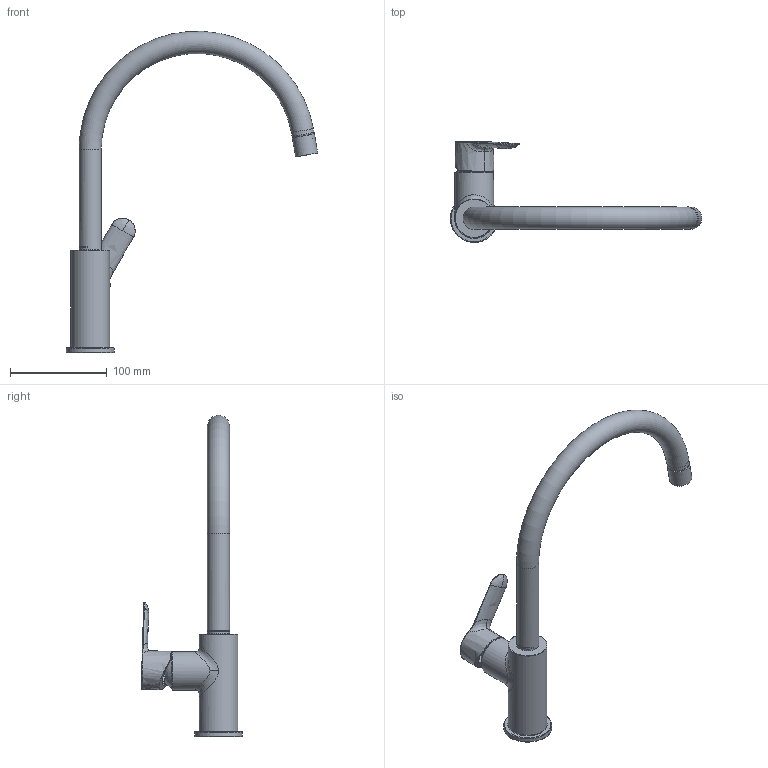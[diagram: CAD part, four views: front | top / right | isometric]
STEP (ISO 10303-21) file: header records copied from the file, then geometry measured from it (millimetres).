
FILE_DESCRIPTION(/* description */ ('Unknown'),/* implementation_level */ '2;1');
FILE_NAME(/* name */ '31367001',/* time_stamp */ '2022-08-26T13:04:35+02:00',/* author */ ('Unknown'),/* organization */ ('GROHE AG'),/* preprocessor_version */ 'ST-DEVELOPER v16.7',/* originating_system */ 'DEX',/* authorisation */ $);
FILE_SCHEMA (('AUTOMOTIVE_DESIGN {1 0 10303 214 3 1 1}'));
Length unit declared in the file: millimetre
Products named in the file (10): 31367001; 31367001_0; 31367001_1; 31367001_2; 62311-12-00; 31367001_3; 31367001_4; 31367001_5; 31367001_6
Assembly tree (9 placements, depth 2):
  31367001
    31367001
    31367001_0
    31367001_1
    31367001_2
    62311-12-00
    31367001_3
    31367001_4
    31367001_5
    31367001_6
Bounding box: 259.9 x 104.33 x 332.14 mm (x, y, z)
Volume: 362052.2 mm3; surface area: 87614.1 mm2
Topology: 9 solids, 13 shells, 591 faces, 1464 edges, 917 vertices
Faces by surface type: plane 270, cylinder 124, bspline 107, cone 43, torus 37, sphere 10
Full cylindrical faces by diameter (mm): 3.242 x4, 4.2 x2, 6 x1, 6.5 x2, 6.7 x1, 8.1 x1, 11.1 x1, 13 x1, 13.1 x1, 13.2 x3, 13.5 x1, 16 x2, 16.5 x1, 18 x5, 18.4 x2, 18.7 x1, 20 x1, 20.3 x1, 21 x1, 22 x1, 23 x2, 23.15 x1, 33.4 x1, 40 x2, 49.5 x1
Entity records: 28353 total; most frequent: CARTESIAN_POINT 14284, ORIENTED_EDGE 2660, DIRECTION 2060, EDGE_CURVE 1330, VERTEX_POINT 886, AXIS2_PLACEMENT_3D 744, FACE_BOUND 720, EDGE_LOOP 717
